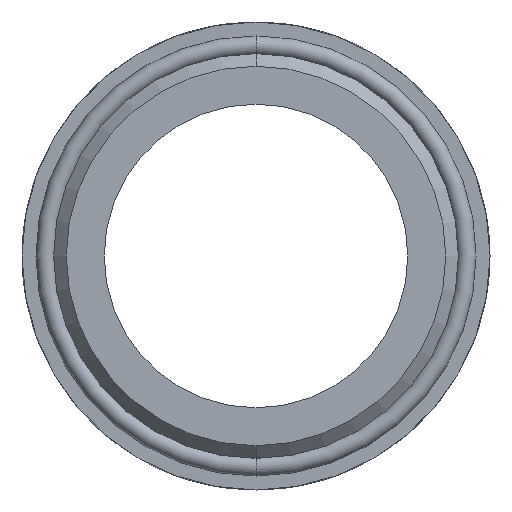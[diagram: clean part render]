
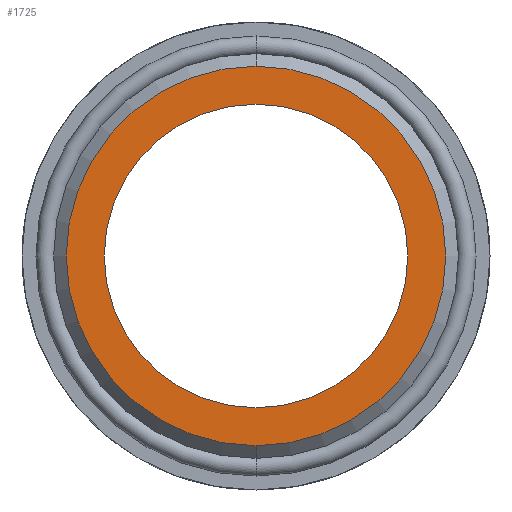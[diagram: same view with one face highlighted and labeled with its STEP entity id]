
A CAD part, front view. The second image highlights one B-rep face of the part: STEP entity #1725.
In plain terms, the highlighted planar face has unit normal (0, -1, 0).
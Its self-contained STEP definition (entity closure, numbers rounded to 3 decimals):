
#2 = AXIS2_PLACEMENT_3D ( 'NONE', #1774, #1778, #1779 ) ;
#290 = CIRCLE ( 'NONE', #549, 12. ) ;
#297 = CIRCLE ( 'NONE', #2, 15. ) ;
#385 = EDGE_LOOP ( 'NONE', ( #961, #960 ) ) ;
#386 = EDGE_LOOP ( 'NONE', ( #965, #993 ) ) ;
#549 = AXIS2_PLACEMENT_3D ( 'NONE', #2290, #2303, #2304 ) ;
#652 = CIRCLE ( 'NONE', #1486, 15. ) ;
#654 = CIRCLE ( 'NONE', #734, 12. ) ;
#734 = AXIS2_PLACEMENT_3D ( 'NONE', #1386, #1379, #1378 ) ;
#780 = EDGE_CURVE ( 'NONE', #1058, #1061, #652, .T. ) ;
#784 = EDGE_CURVE ( 'NONE', #1062, #1064, #654, .T. ) ;
#875 = EDGE_CURVE ( 'NONE', #1064, #1062, #290, .T. ) ;
#893 = EDGE_CURVE ( 'NONE', #1061, #1058, #297, .T. ) ;
#960 = ORIENTED_EDGE ( 'NONE', *, *, #780, .T. ) ;
#961 = ORIENTED_EDGE ( 'NONE', *, *, #893, .T. ) ;
#965 = ORIENTED_EDGE ( 'NONE', *, *, #875, .T. ) ;
#993 = ORIENTED_EDGE ( 'NONE', *, *, #784, .T. ) ;
#1058 = VERTEX_POINT ( 'NONE', #1880 ) ;
#1061 = VERTEX_POINT ( 'NONE', #1883 ) ;
#1062 = VERTEX_POINT ( 'NONE', #1884 ) ;
#1064 = VERTEX_POINT ( 'NONE', #1886 ) ;
#1195 = PLANE ( 'NONE',  #1359 ) ;
#1196 = CARTESIAN_POINT ( 'NONE',  ( 16., -20.852, 0. ) ) ;
#1197 = DIRECTION ( 'NONE',  ( 0., 1., 0. ) ) ;
#1198 = DIRECTION ( 'NONE',  ( 0., 0., 1. ) ) ;
#1352 = FACE_OUTER_BOUND ( 'NONE', #385, .T. ) ;
#1357 = FACE_BOUND ( 'NONE', #386, .T. ) ;
#1359 = AXIS2_PLACEMENT_3D ( 'NONE', #1196, #1197, #1198 ) ;
#1378 = DIRECTION ( 'NONE',  ( 0., 0., 1. ) ) ;
#1379 = DIRECTION ( 'NONE',  ( 0., 1., 0. ) ) ;
#1386 = CARTESIAN_POINT ( 'NONE',  ( 0., -20.852, 0. ) ) ;
#1390 = DIRECTION ( 'NONE',  ( 0., 0., 1. ) ) ;
#1391 = DIRECTION ( 'NONE',  ( 0., -1., 0. ) ) ;
#1395 = CARTESIAN_POINT ( 'NONE',  ( 0., -20.852, 0. ) ) ;
#1486 = AXIS2_PLACEMENT_3D ( 'NONE', #1395, #1391, #1390 ) ;
#1725 = ADVANCED_FACE ( 'NONE', ( #1352, #1357 ), #1195, .F. ) ;
#1774 = CARTESIAN_POINT ( 'NONE',  ( 0., -20.852, 0. ) ) ;
#1778 = DIRECTION ( 'NONE',  ( 0., -1., 0. ) ) ;
#1779 = DIRECTION ( 'NONE',  ( 0., 0., 1. ) ) ;
#1880 = CARTESIAN_POINT ( 'NONE',  ( 0., -20.852, -15. ) ) ;
#1883 = CARTESIAN_POINT ( 'NONE',  ( 0., -20.852, 15. ) ) ;
#1884 = CARTESIAN_POINT ( 'NONE',  ( 0., -20.852, -12. ) ) ;
#1886 = CARTESIAN_POINT ( 'NONE',  ( 0., -20.852, 12. ) ) ;
#2290 = CARTESIAN_POINT ( 'NONE',  ( 0., -20.852, 0. ) ) ;
#2303 = DIRECTION ( 'NONE',  ( 0., 1., 0. ) ) ;
#2304 = DIRECTION ( 'NONE',  ( 0., 0., 1. ) ) ;
